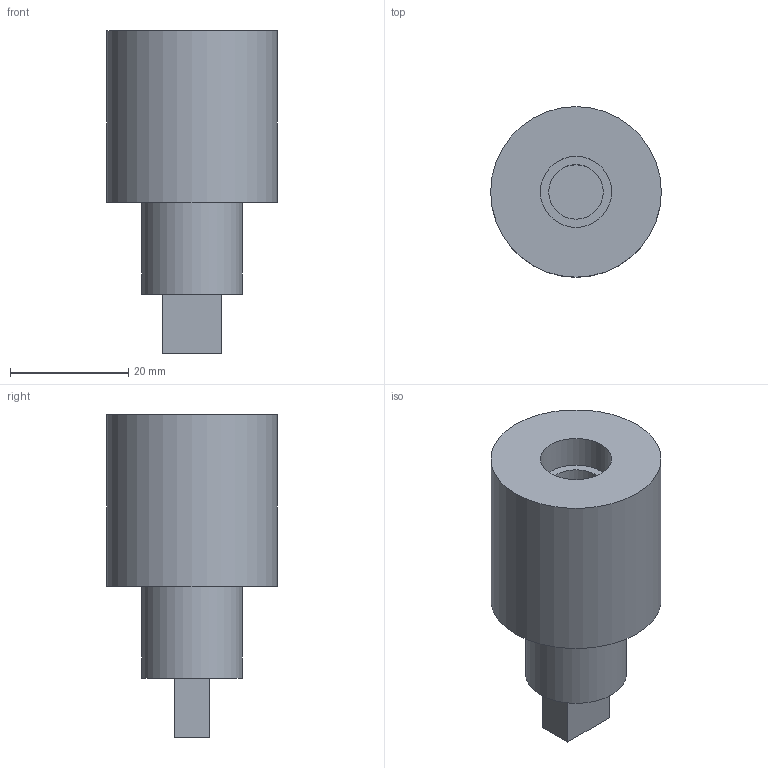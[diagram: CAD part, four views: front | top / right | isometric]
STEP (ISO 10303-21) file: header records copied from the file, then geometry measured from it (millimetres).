
FILE_DESCRIPTION(/* description */ (''),/* implementation_level */ '2;1');
FILE_NAME(/* name */ '130K RPM Ducted Fan CAD intergration model + COM v1.step',/* time_stamp */ '2025-10-04T19:21:17+10:00',/* author */ (''),/* organization */ (''),/* preprocessor_version */ 'ST-DEVELOPER v20.1',/* originating_system */ 'Autodesk Translation Framework v14.17.0.0',/* authorisation */ '');
FILE_SCHEMA (('AUTOMOTIVE_DESIGN { 1 0 10303 214 3 1 1 }'));
Length unit declared in the file: millimetre
Products named in the file (3): 130K RPM Ducted Fan CAD intergration model + COM; 130k RPM Fan  Alum 6061 52.5g; Wire/Plug zone
Assembly tree (2 placements, depth 2):
  130K RPM Ducted Fan CAD intergration model + COM
    130k RPM Fan  Alum 6061 52.5g
    Wire/Plug zone
Bounding box: 28.8 x 28.8 x 54.5 mm (x, y, z)
Volume: 19461.6 mm3; surface area: 6613.5 mm2
Topology: 2 solids, 2 shells, 21 faces, 39 edges, 26 vertices
Faces by surface type: plane 16, cylinder 5
Full cylindrical faces by diameter (mm): 9.2 x2, 12 x1, 17 x1, 28.8 x1
Entity records: 619 total; most frequent: DIRECTION 101, CARTESIAN_POINT 91, ORIENTED_EDGE 78, EDGE_CURVE 39, AXIS2_PLACEMENT_3D 36, LINE 29, VECTOR 29, EDGE_LOOP 27
